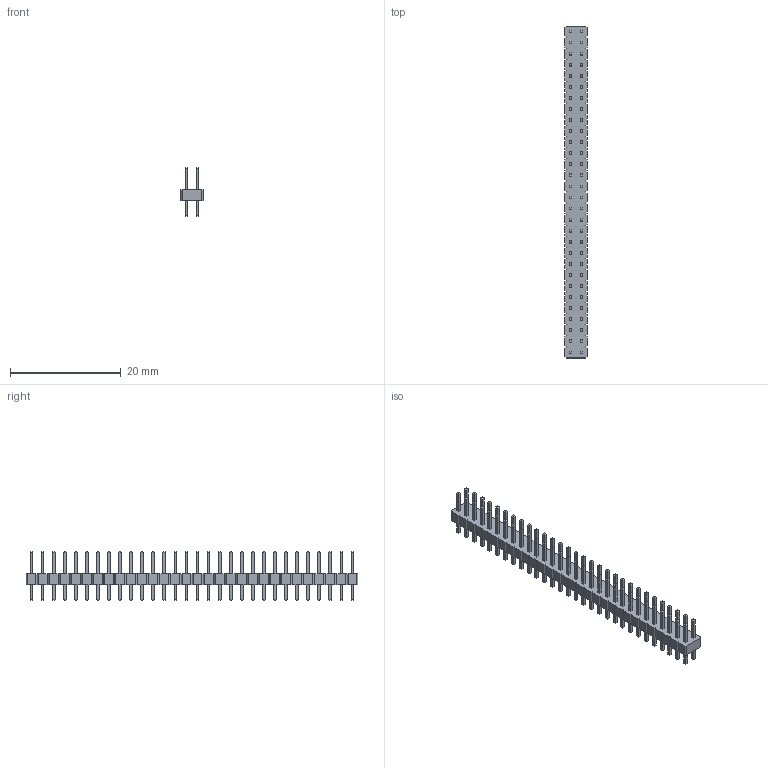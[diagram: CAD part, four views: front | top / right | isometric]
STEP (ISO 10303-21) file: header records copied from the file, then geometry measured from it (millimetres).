
FILE_DESCRIPTION(/* description */ ('model of PinHeader_2x30_P2.00mm_Vertical'),/* implementation_level */ '2;1');
FILE_NAME(/* name */ 'PinHeader_2x30_P2.00mm_Vertical.step',/* time_stamp */ '2018-01-24T13:17:44',/* author */ ('kicad StepUp','ksu'),/* organization */ ('FreeCAD'),/* preprocessor_version */ 'OCC',/* originating_system */ 'kicad StepUp',/* authorisation */ '');
FILE_SCHEMA(('AUTOMOTIVE_DESIGN { 1 0 10303 214 1 1 1 1 }'));
Length unit declared in the file: millimetre
Products named in the file (2): PinHeader_2x30_P200mm_Vertical; Shape0_355075439472
Bounding box: 4 x 60 x 8.8 mm (x, y, z)
Volume: 605.6 mm3; surface area: 1814.8 mm2
Topology: 61 solids, 61 shells, 1024 faces, 2226 edges, 1324 vertices
Faces by surface type: plane 1024
Entity records: 17422 total; most frequent: ORIENTED_EDGE 3430, CARTESIAN_POINT 2827, EDGE_CURVE 2226, LINE 2226, VERTEX_POINT 1324, AXIS2_PLACEMENT_3D 1025, ADVANCED_FACE 1024, FACE_BOUND 1024
